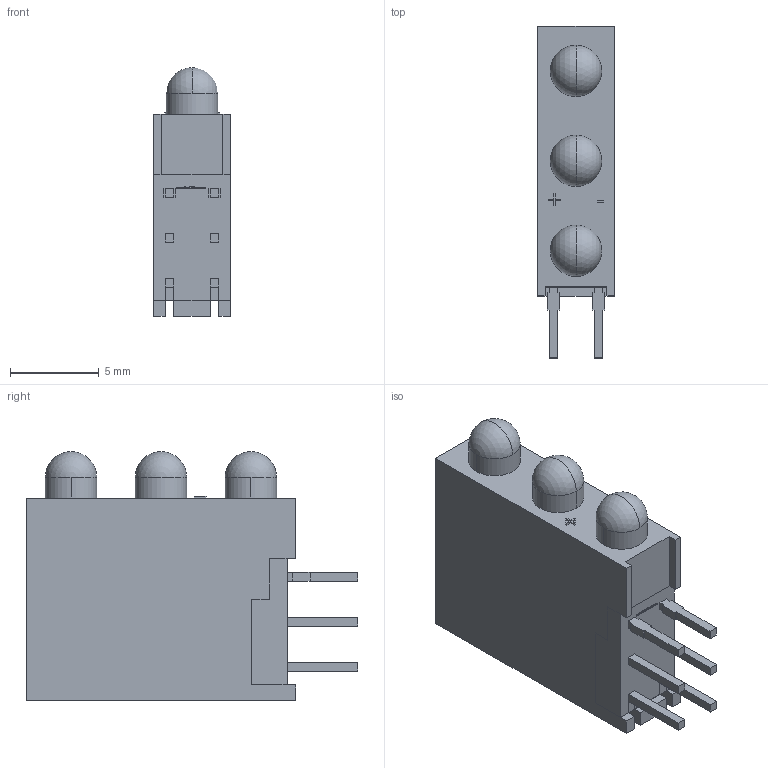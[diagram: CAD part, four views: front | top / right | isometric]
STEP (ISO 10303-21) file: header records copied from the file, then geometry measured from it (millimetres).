
FILE_DESCRIPTION (( 'STEP AP214' ), '1' );
FILE_NAME ('XPZ3Lxx147.STEP', '2017-05-25T18:08:18', ( '' ), ( '' ), 'SwSTEP 2.0', 'SolidWorks 2012', '' );
FILE_SCHEMA (( 'AUTOMOTIVE_DESIGN' ));
Length unit declared in the file: millimetre
Products named in the file (1): XPZ3Lxx147
Bounding box: 4.32 x 18.74 x 14.05 mm (x, y, z)
Volume: 805.3 mm3; surface area: 880.2 mm2
Topology: 2 solids, 2 shells, 606 faces, 1664 edges, 1105 vertices
Faces by surface type: plane 388, bspline 204, cylinder 8, sphere 6
Entity records: 32891 total; most frequent: CARTESIAN_POINT 12898, ORIENTED_EDGE 3312, DIRECTION 2080, EDGE_CURVE 1656, LINE 1222, VECTOR 1222, VERTEX_POINT 1103, EDGE_LOOP 655
